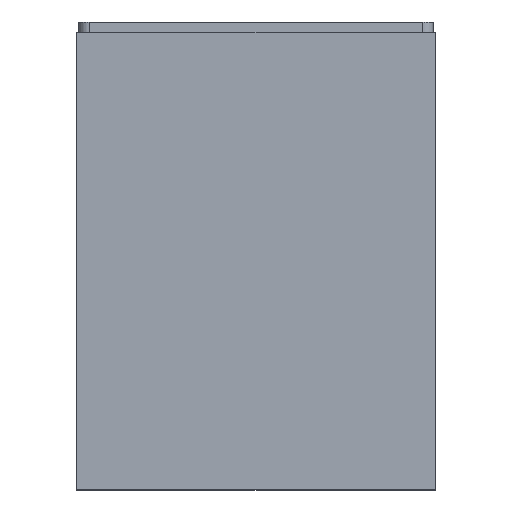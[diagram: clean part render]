
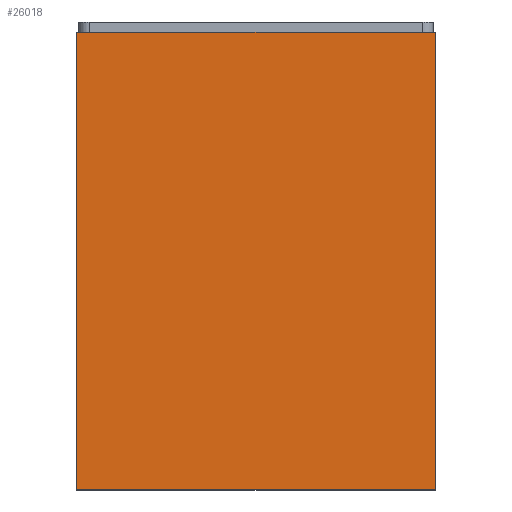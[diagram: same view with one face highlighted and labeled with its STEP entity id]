
A CAD part, top view. The second image highlights one B-rep face of the part: STEP entity #26018.
In plain terms, the highlighted planar face has unit normal (0, 0, 1).
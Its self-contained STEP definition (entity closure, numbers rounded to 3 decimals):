
#2957=FACE_OUTER_BOUND('',#4377,.T.);
#4377=EDGE_LOOP('',(#24067,#24068,#24069,#24070));
#6576=LINE('',#52066,#8801);
#6591=LINE('',#52093,#8816);
#6602=LINE('',#52114,#8827);
#6604=LINE('',#52117,#8829);
#8801=VECTOR('',#34429,10.);
#8816=VECTOR('',#34452,10.);
#8827=VECTOR('',#34475,10.);
#8829=VECTOR('',#34479,10.);
#12464=VERTEX_POINT('',#52063);
#12465=VERTEX_POINT('',#52065);
#12473=VERTEX_POINT('',#52091);
#12477=VERTEX_POINT('',#52113);
#16316=EDGE_CURVE('',#12465,#12464,#6576,.T.);
#16331=EDGE_CURVE('',#12473,#12464,#6591,.T.);
#16342=EDGE_CURVE('',#12477,#12465,#6602,.T.);
#16344=EDGE_CURVE('',#12477,#12473,#6604,.T.);
#24067=ORIENTED_EDGE('',*,*,#16316,.T.);
#24068=ORIENTED_EDGE('',*,*,#16331,.F.);
#24069=ORIENTED_EDGE('',*,*,#16344,.F.);
#24070=ORIENTED_EDGE('',*,*,#16342,.T.);
#24786=PLANE('',#28153);
#26018=ADVANCED_FACE('',(#2957),#24786,.T.);
#28153=AXIS2_PLACEMENT_3D('',#52116,#34477,#34478);
#34429=DIRECTION('',(-1.,0.,0.));
#34452=DIRECTION('',(0.,1.,0.));
#34475=DIRECTION('',(0.,1.,0.));
#34477=DIRECTION('center_axis',(0.,0.,1.));
#34478=DIRECTION('ref_axis',(1.,0.,0.));
#34479=DIRECTION('',(-1.,0.,0.));
#52063=CARTESIAN_POINT('',(-34.5,88.,30.));
#52065=CARTESIAN_POINT('',(34.5,88.,30.));
#52066=CARTESIAN_POINT('',(-17.25,88.,30.));
#52091=CARTESIAN_POINT('',(-34.5,0.,30.));
#52093=CARTESIAN_POINT('',(-34.5,0.,30.));
#52113=CARTESIAN_POINT('',(34.5,0.,30.));
#52114=CARTESIAN_POINT('',(34.5,0.,30.));
#52116=CARTESIAN_POINT('Origin',(-34.5,0.,30.));
#52117=CARTESIAN_POINT('',(34.5,0.,30.));
